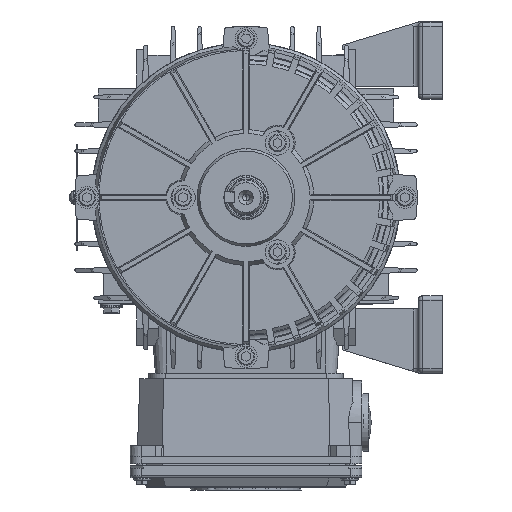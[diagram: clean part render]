
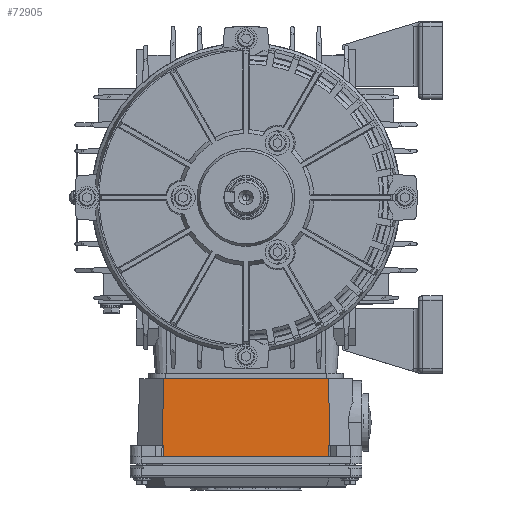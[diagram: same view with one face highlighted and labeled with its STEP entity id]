
A CAD part, left-side view. The second image highlights one B-rep face of the part: STEP entity #72905.
In plain terms, the highlighted face is planar.
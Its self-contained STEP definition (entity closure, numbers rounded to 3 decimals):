
#1397 = VECTOR ( 'NONE', #96614, 1000. ) ;
#1547 = ORIENTED_EDGE ( 'NONE', *, *, #81384, .T. ) ;
#3191 = CARTESIAN_POINT ( 'NONE',  ( 49.151, 37.855, -10. ) ) ;
#5561 = VECTOR ( 'NONE', #102864, 1000. ) ;
#8225 = ORIENTED_EDGE ( 'NONE', *, *, #93346, .T. ) ;
#8255 = LINE ( 'NONE', #55916, #72923 ) ;
#10405 = VERTEX_POINT ( 'NONE', #63031 ) ;
#12844 = CARTESIAN_POINT ( 'NONE',  ( 49.325, -37.513, -5. ) ) ;
#15473 = PLANE ( 'NONE',  #97522 ) ;
#15671 = EDGE_CURVE ( 'NONE', #21126, #64281, #88396, .T. ) ;
#15678 = VERTEX_POINT ( 'NONE', #105100 ) ;
#17546 = ORIENTED_EDGE ( 'NONE', *, *, #28210, .F. ) ;
#18412 = EDGE_CURVE ( 'NONE', #104887, #21126, #85193, .T. ) ;
#19432 = CARTESIAN_POINT ( 'NONE',  ( 49.5, -38., 0. ) ) ;
#21126 = VERTEX_POINT ( 'NONE', #82957 ) ;
#27655 = CARTESIAN_POINT ( 'NONE',  ( 49.151, 38., -10. ) ) ;
#28210 = EDGE_CURVE ( 'NONE', #15678, #10405, #97235, .T. ) ;
#32763 = EDGE_CURVE ( 'NONE', #64281, #66683, #8255, .T. ) ;
#36091 = CARTESIAN_POINT ( 'NONE',  ( 48.086, -37.414, -40.5 ) ) ;
#36206 = CARTESIAN_POINT ( 'NONE',  ( 49.395, -37.592, -3.009 ) ) ;
#37558 = VECTOR ( 'NONE', #87278, 1000. ) ;
#41001 = DIRECTION ( 'NONE',  ( 0.999, 0., -0.035 ) ) ;
#41509 = LINE ( 'NONE', #19432, #58609 ) ;
#46238 = CARTESIAN_POINT ( 'NONE',  ( 49.5, 38., 0. ) ) ;
#47431 = DIRECTION ( 'NONE',  ( 0., -1., 0. ) ) ;
#47767 = EDGE_LOOP ( 'NONE', ( #1547, #8225, #17546, #79921, #109159, #79959, #54914, #106601 ) ) ;
#48956 = VERTEX_POINT ( 'NONE', #107393 ) ;
#50464 = VECTOR ( 'NONE', #78507, 1000. ) ;
#52459 = CARTESIAN_POINT ( 'NONE',  ( 49.5, 37.712, 0.011 ) ) ;
#53122 = DIRECTION ( 'NONE',  ( 0., 1., 0. ) ) ;
#54914 = ORIENTED_EDGE ( 'NONE', *, *, #32763, .T. ) ;
#55916 = CARTESIAN_POINT ( 'NONE',  ( 49.151, 38., -10. ) ) ;
#58609 = VECTOR ( 'NONE', #103813, 1000. ) ;
#63031 = CARTESIAN_POINT ( 'NONE',  ( 49.151, -37.313, -10. ) ) ;
#63938 = CARTESIAN_POINT ( 'NONE',  ( 49.151, 37.313, -10. ) ) ;
#64281 = VERTEX_POINT ( 'NONE', #3191 ) ;
#66683 = VERTEX_POINT ( 'NONE', #63938 ) ;
#67107 = EDGE_CURVE ( 'NONE', #66683, #48956, #72835, .T. ) ;
#70210 = LINE ( 'NONE', #36206, #50464 ) ;
#70776 = CARTESIAN_POINT ( 'NONE',  ( 49.325, 38., -5. ) ) ;
#72835 = LINE ( 'NONE', #52459, #5561 ) ;
#72905 = ADVANCED_FACE ( 'NONE', ( #83673 ), #15473, .T. ) ;
#72923 = VECTOR ( 'NONE', #47431, 1000. ) ;
#73553 = VERTEX_POINT ( 'NONE', #12844 ) ;
#78507 = DIRECTION ( 'NONE',  ( -0.035, 0.04, -0.999 ) ) ;
#79921 = ORIENTED_EDGE ( 'NONE', *, *, #92158, .F. ) ;
#79959 = ORIENTED_EDGE ( 'NONE', *, *, #15671, .T. ) ;
#81384 = EDGE_CURVE ( 'NONE', #48956, #73553, #104709, .T. ) ;
#82612 = VECTOR ( 'NONE', #90748, 1000. ) ;
#82957 = CARTESIAN_POINT ( 'NONE',  ( 48.086, 37.414, -40.5 ) ) ;
#83673 = FACE_OUTER_BOUND ( 'NONE', #47767, .T. ) ;
#85193 = LINE ( 'NONE', #99260, #82612 ) ;
#87278 = DIRECTION ( 'NONE',  ( 0., -1., 0. ) ) ;
#88396 = LINE ( 'NONE', #46238, #1397 ) ;
#90748 = DIRECTION ( 'NONE',  ( 0., 1., 0. ) ) ;
#90960 = CARTESIAN_POINT ( 'NONE',  ( 49.5, 38., 0. ) ) ;
#92158 = EDGE_CURVE ( 'NONE', #104887, #15678, #41509, .T. ) ;
#93346 = EDGE_CURVE ( 'NONE', #73553, #10405, #70210, .T. ) ;
#94580 = VECTOR ( 'NONE', #53122, 1000. ) ;
#96614 = DIRECTION ( 'NONE',  ( 0.035, 0.014, 0.999 ) ) ;
#97235 = LINE ( 'NONE', #27655, #94580 ) ;
#97522 = AXIS2_PLACEMENT_3D ( 'NONE', #90960, #41001, #99854 ) ;
#99260 = CARTESIAN_POINT ( 'NONE',  ( 48.086, -49.5, -40.5 ) ) ;
#99854 = DIRECTION ( 'NONE',  ( -0.035, 0., -0.999 ) ) ;
#102864 = DIRECTION ( 'NONE',  ( 0.035, 0.04, 0.999 ) ) ;
#103813 = DIRECTION ( 'NONE',  ( 0.035, -0.014, 0.999 ) ) ;
#104709 = LINE ( 'NONE', #70776, #37558 ) ;
#104887 = VERTEX_POINT ( 'NONE', #36091 ) ;
#105100 = CARTESIAN_POINT ( 'NONE',  ( 49.151, -37.855, -10. ) ) ;
#106601 = ORIENTED_EDGE ( 'NONE', *, *, #67107, .T. ) ;
#107393 = CARTESIAN_POINT ( 'NONE',  ( 49.325, 37.513, -5. ) ) ;
#109159 = ORIENTED_EDGE ( 'NONE', *, *, #18412, .T. ) ;
